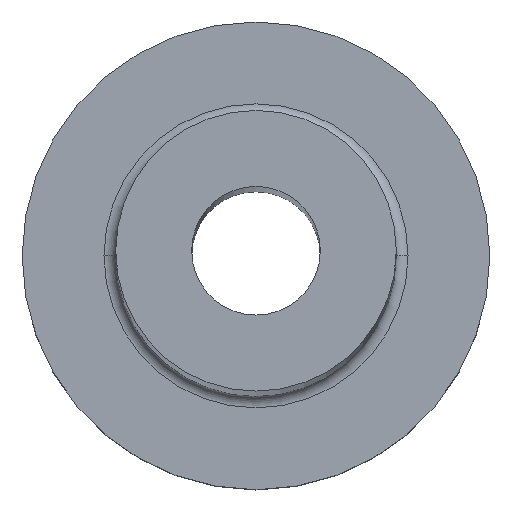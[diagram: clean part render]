
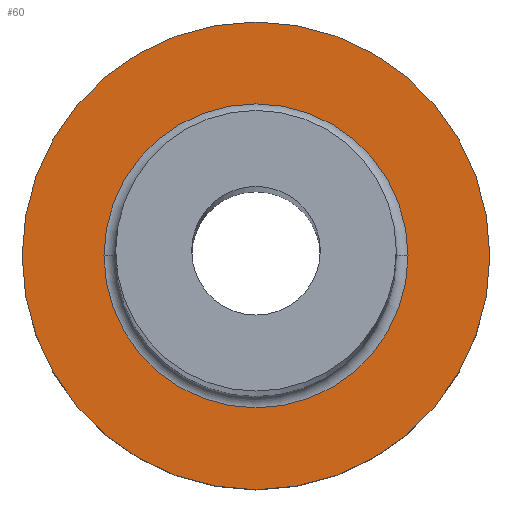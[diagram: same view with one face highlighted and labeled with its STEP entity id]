
A CAD part, top view. The second image highlights one B-rep face of the part: STEP entity #60.
In plain terms, the highlighted planar face has unit normal (0, 0, 1).
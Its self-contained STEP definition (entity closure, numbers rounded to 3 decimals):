
#6 = DIRECTION ( 'NONE',  ( 0., 0., -1. ) ) ;
#10 = CIRCLE ( 'NONE', #212, 6.5 ) ;
#45 = ORIENTED_EDGE ( 'NONE', *, *, #139, .T. ) ;
#55 = DIRECTION ( 'NONE',  ( 0., 0., 1. ) ) ;
#60 = ADVANCED_FACE ( 'NONE', ( #299, #323 ), #211, .T. ) ;
#61 = CARTESIAN_POINT ( 'NONE',  ( 6.5, 0., 7. ) ) ;
#88 = AXIS2_PLACEMENT_3D ( 'NONE', #262, #55, #143 ) ;
#90 = CARTESIAN_POINT ( 'NONE',  ( -10., 0., 7. ) ) ;
#121 = DIRECTION ( 'NONE',  ( 1., 0., 0. ) ) ;
#124 = DIRECTION ( 'NONE',  ( 0., 0., 1. ) ) ;
#131 = EDGE_LOOP ( 'NONE', ( #45, #133 ) ) ;
#133 = ORIENTED_EDGE ( 'NONE', *, *, #261, .T. ) ;
#139 = EDGE_CURVE ( 'NONE', #198, #172, #362, .T. ) ;
#143 = DIRECTION ( 'NONE',  ( 1., 0., 0. ) ) ;
#152 = CIRCLE ( 'NONE', #363, 10. ) ;
#157 = CARTESIAN_POINT ( 'NONE',  ( 0., 0., 7. ) ) ;
#160 = CIRCLE ( 'NONE', #322, 6.5 ) ;
#161 = CARTESIAN_POINT ( 'NONE',  ( 0., 0., 7. ) ) ;
#164 = VERTEX_POINT ( 'NONE', #61 ) ;
#167 = EDGE_LOOP ( 'NONE', ( #170, #339 ) ) ;
#170 = ORIENTED_EDGE ( 'NONE', *, *, #249, .T. ) ;
#172 = VERTEX_POINT ( 'NONE', #360 ) ;
#184 = EDGE_CURVE ( 'NONE', #306, #164, #160, .T. ) ;
#186 = DIRECTION ( 'NONE',  ( 0., 0., -1. ) ) ;
#189 = DIRECTION ( 'NONE',  ( 1., 0., 0. ) ) ;
#198 = VERTEX_POINT ( 'NONE', #90 ) ;
#210 = CARTESIAN_POINT ( 'NONE',  ( 0., 0., 7. ) ) ;
#211 = PLANE ( 'NONE',  #88 ) ;
#212 = AXIS2_PLACEMENT_3D ( 'NONE', #274, #6, #189 ) ;
#246 = DIRECTION ( 'NONE',  ( 1., 0., 0. ) ) ;
#249 = EDGE_CURVE ( 'NONE', #164, #306, #10, .T. ) ;
#261 = EDGE_CURVE ( 'NONE', #172, #198, #152, .T. ) ;
#262 = CARTESIAN_POINT ( 'NONE',  ( 0., 0., 7. ) ) ;
#274 = CARTESIAN_POINT ( 'NONE',  ( 0., 0., 7. ) ) ;
#299 = FACE_BOUND ( 'NONE', #167, .T. ) ;
#306 = VERTEX_POINT ( 'NONE', #340 ) ;
#322 = AXIS2_PLACEMENT_3D ( 'NONE', #161, #186, #121 ) ;
#323 = FACE_OUTER_BOUND ( 'NONE', #131, .T. ) ;
#325 = DIRECTION ( 'NONE',  ( 1., 0., 0. ) ) ;
#339 = ORIENTED_EDGE ( 'NONE', *, *, #184, .T. ) ;
#340 = CARTESIAN_POINT ( 'NONE',  ( -6.5, 0., 7. ) ) ;
#360 = CARTESIAN_POINT ( 'NONE',  ( 10., 0., 7. ) ) ;
#362 = CIRCLE ( 'NONE', #369, 10. ) ;
#363 = AXIS2_PLACEMENT_3D ( 'NONE', #157, #124, #246 ) ;
#369 = AXIS2_PLACEMENT_3D ( 'NONE', #210, #381, #325 ) ;
#381 = DIRECTION ( 'NONE',  ( 0., 0., 1. ) ) ;
